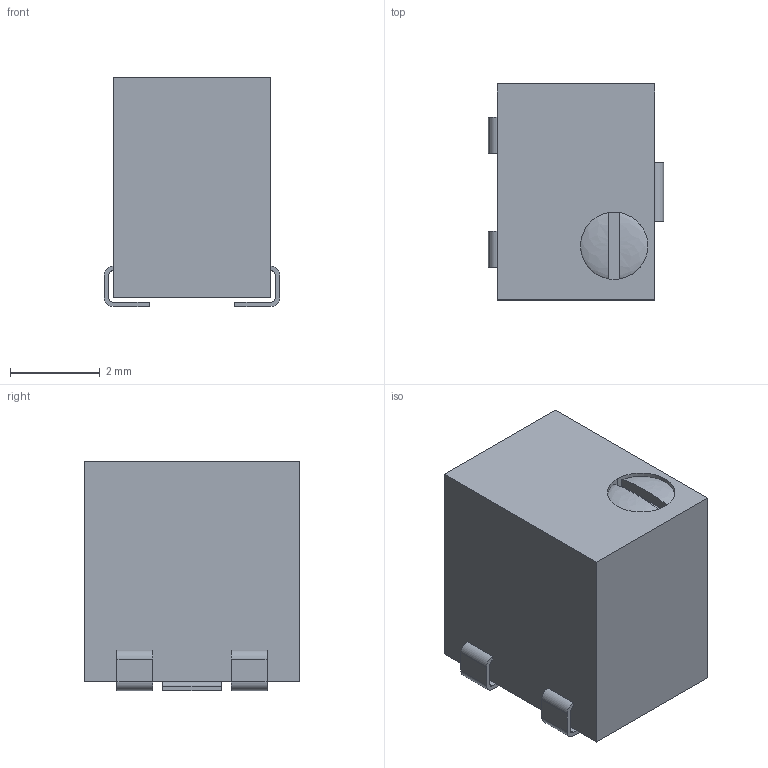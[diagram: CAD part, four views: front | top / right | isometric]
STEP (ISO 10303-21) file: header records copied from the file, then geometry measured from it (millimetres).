
FILE_DESCRIPTION(('FreeCAD Model'),'2;1');
FILE_NAME('trimmer2.step', '2017-01-26T17:09:49',('kicad StepUp'),('ksu MCAD'), 'Open CASCADE STEP processor 6.8','FreeCAD','Unknown');
FILE_SCHEMA(('AUTOMOTIVE_DESIGN_CC2 { 1 2 10303 214 -1 1 5 4 }'));
Length unit declared in the file: millimetre
Products named in the file (1): trimmer2
Bounding box: 3.9 x 4.8 x 5.1 mm (x, y, z)
Volume: 82.7 mm3; surface area: 127.6 mm2
Topology: 1 solids, 1 shells, 46 faces, 120 edges, 80 vertices
Faces by surface type: plane 30, cylinder 14, bspline 2
Entity records: 1819 total; most frequent: CARTESIAN_POINT 327, DIRECTION 240, ORIENTED_EDGE 240, EDGE_CURVE 120, LINE 86, VECTOR 86, VERTEX_POINT 80, AXIS2_PLACEMENT_3D 77
